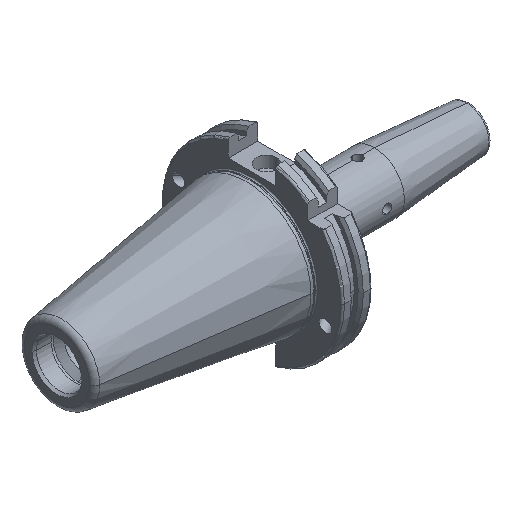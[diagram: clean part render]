
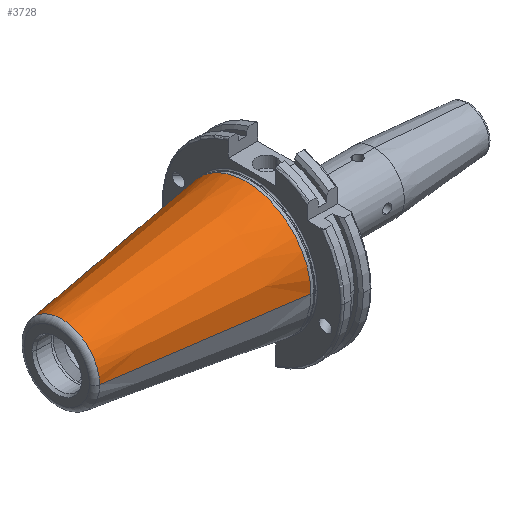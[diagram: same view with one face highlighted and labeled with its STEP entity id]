
A CAD part, isometric view. The second image highlights one B-rep face of the part: STEP entity #3728.
In plain terms, the highlighted conical face has half-angle 8.297 degrees and reference radius 34.925 mm.
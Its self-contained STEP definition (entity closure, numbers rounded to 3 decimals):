
#57 = DIRECTION ( 'NONE',  ( 0.99, -0.144, 0. ) ) ;
#143 = DIRECTION ( 'NONE',  ( -1., 0., 0. ) ) ;
#585 = ORIENTED_EDGE ( 'NONE', *, *, #3551, .T. ) ;
#596 = VERTEX_POINT ( 'NONE', #3335 ) ;
#858 = CARTESIAN_POINT ( 'NONE',  ( -3.2, -34.925, 0. ) ) ;
#898 = FACE_OUTER_BOUND ( 'NONE', #5025, .T. ) ;
#1003 = CIRCLE ( 'NONE', #1599, 20.461 ) ;
#1145 = VECTOR ( 'NONE', #57, 1000. ) ;
#1404 = DIRECTION ( 'NONE',  ( 0.99, 0.144, 0. ) ) ;
#1534 = DIRECTION ( 'NONE',  ( 1., 0., 0. ) ) ;
#1548 = CIRCLE ( 'NONE', #2981, 34.925 ) ;
#1599 = AXIS2_PLACEMENT_3D ( 'NONE', #2450, #143, #1676 ) ;
#1676 = DIRECTION ( 'NONE',  ( 0., -1., 0. ) ) ;
#1745 = DIRECTION ( 'NONE',  ( -1., 0., 0. ) ) ;
#1957 = LINE ( 'NONE', #2555, #4847 ) ;
#2188 = LINE ( 'NONE', #4337, #1145 ) ;
#2360 = CARTESIAN_POINT ( 'NONE',  ( -3.2, 0., 0. ) ) ;
#2390 = CONICAL_SURFACE ( 'NONE', #4476, 34.925, 0.145 ) ;
#2450 = CARTESIAN_POINT ( 'NONE',  ( -102.383, 0., 0. ) ) ;
#2479 = EDGE_CURVE ( 'NONE', #3576, #3453, #1003, .T. ) ;
#2497 = ORIENTED_EDGE ( 'NONE', *, *, #4918, .T. ) ;
#2555 = CARTESIAN_POINT ( 'NONE',  ( -3.2, 34.925, 0. ) ) ;
#2771 = EDGE_CURVE ( 'NONE', #3453, #596, #1957, .T. ) ;
#2981 = AXIS2_PLACEMENT_3D ( 'NONE', #4101, #1745, #4488 ) ;
#3249 = ORIENTED_EDGE ( 'NONE', *, *, #2771, .F. ) ;
#3306 = DIRECTION ( 'NONE',  ( 0., 1., 0. ) ) ;
#3335 = CARTESIAN_POINT ( 'NONE',  ( -3.2, 34.925, 0. ) ) ;
#3453 = VERTEX_POINT ( 'NONE', #3900 ) ;
#3498 = ORIENTED_EDGE ( 'NONE', *, *, #2479, .F. ) ;
#3551 = EDGE_CURVE ( 'NONE', #3576, #4131, #2188, .T. ) ;
#3576 = VERTEX_POINT ( 'NONE', #4119 ) ;
#3728 = ADVANCED_FACE ( 'NONE', ( #898 ), #2390, .T. ) ;
#3900 = CARTESIAN_POINT ( 'NONE',  ( -102.383, 20.461, 0. ) ) ;
#4101 = CARTESIAN_POINT ( 'NONE',  ( -3.2, 0., 0. ) ) ;
#4119 = CARTESIAN_POINT ( 'NONE',  ( -102.383, -20.461, 0. ) ) ;
#4131 = VERTEX_POINT ( 'NONE', #858 ) ;
#4337 = CARTESIAN_POINT ( 'NONE',  ( -3.2, -34.925, 0. ) ) ;
#4476 = AXIS2_PLACEMENT_3D ( 'NONE', #2360, #1534, #3306 ) ;
#4488 = DIRECTION ( 'NONE',  ( 0., -1., 0. ) ) ;
#4847 = VECTOR ( 'NONE', #1404, 1000. ) ;
#4918 = EDGE_CURVE ( 'NONE', #4131, #596, #1548, .T. ) ;
#5025 = EDGE_LOOP ( 'NONE', ( #3498, #585, #2497, #3249 ) ) ;
